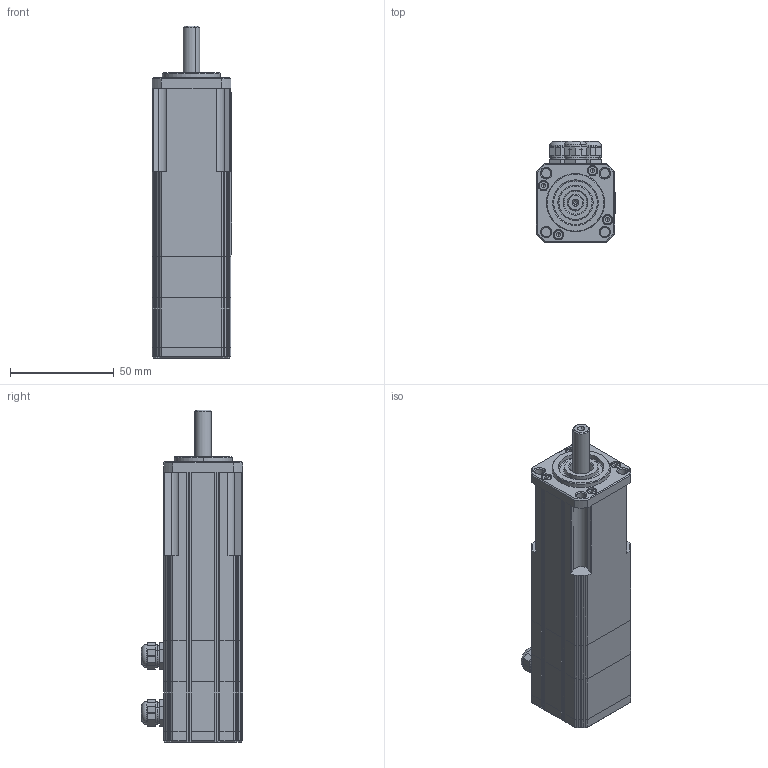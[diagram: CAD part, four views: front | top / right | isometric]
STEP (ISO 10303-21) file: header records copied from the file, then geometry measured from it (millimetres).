
FILE_DESCRIPTION((''),'2;1');
FILE_NAME('FP-23 + ENC. SCANCON + HALL.stp','2012-12-18T11:56:37',('arodrigo'),(''),'Autodesk Inventor 9','Autodesk Inventor 9','');
FILE_SCHEMA(('AUTOMOTIVE_DESIGN { 1 0 10303 214 1 1 1 1 }'));
Length unit declared in the file: millimetre
Products named in the file (1): Pieza1
Bounding box: 38.5 x 48.7 x 160 mm (x, y, z)
Volume: 184022.6 mm3; surface area: 30293.9 mm2
Topology: 1 solids, 9 shells, 825 faces, 1939 edges, 1168 vertices
Faces by surface type: plane 520, cylinder 154, cone 68, bspline 61, torus 22
Entity records: 23827 total; most frequent: CARTESIAN_POINT 5158, DIRECTION 3876, ORIENTED_EDGE 3842, EDGE_CURVE 1921, AXIS2_PLACEMENT_3D 1294, VECTOR 1288, LINE 1288, VERTEX_POINT 1168
